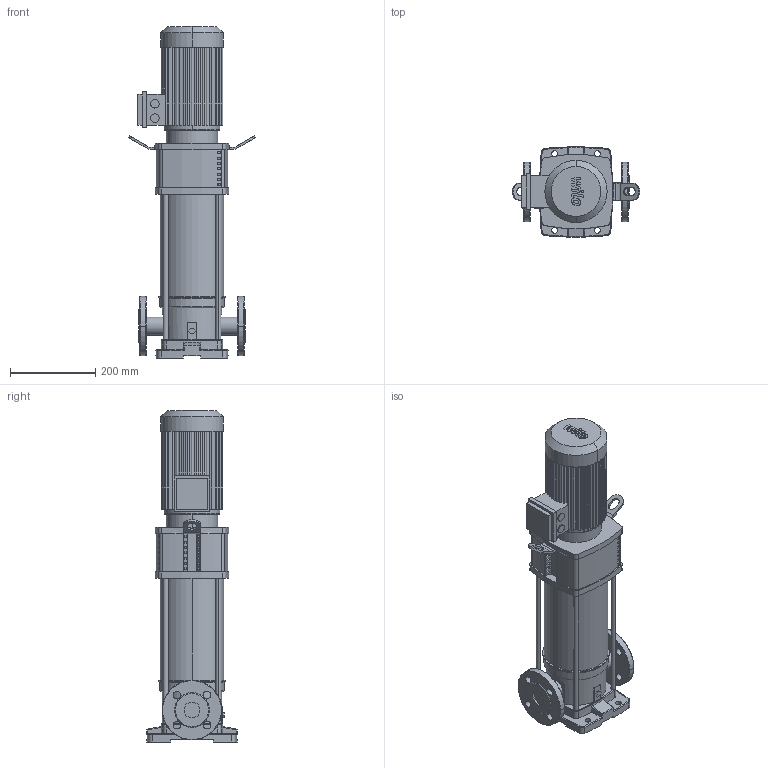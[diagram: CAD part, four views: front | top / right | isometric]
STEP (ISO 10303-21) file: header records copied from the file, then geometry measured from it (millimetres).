
FILE_DESCRIPTION((''),'2;1');
FILE_NAME('3d_HELIXV605-2_25_V_K-4156066.stp','2016-08-24T08:26:10',(''),(''),'Mechanical Desktop 2009','Mechanical Desktop 2009',', , ');
FILE_SCHEMA(('CONFIG_CONTROL_DESIGN'));
Length unit declared in the file: millimetre
Products named in the file (1): Product
Bounding box: 300 x 212 x 779.2 mm (x, y, z)
Volume: 13535883 mm3; surface area: 1017580.5 mm2
Topology: 17 solids, 17 shells, 748 faces, 2044 edges, 1346 vertices
Faces by surface type: plane 306, bspline 237, cylinder 161, torus 24, cone 16, sphere 4
Entity records: 25119 total; most frequent: CARTESIAN_POINT 6129, ORIENTED_EDGE 4076, DIRECTION 3661, EDGE_CURVE 2038, VERTEX_POINT 1343, VECTOR 1319, LINE 1319, AXIS2_PLACEMENT_3D 1171
